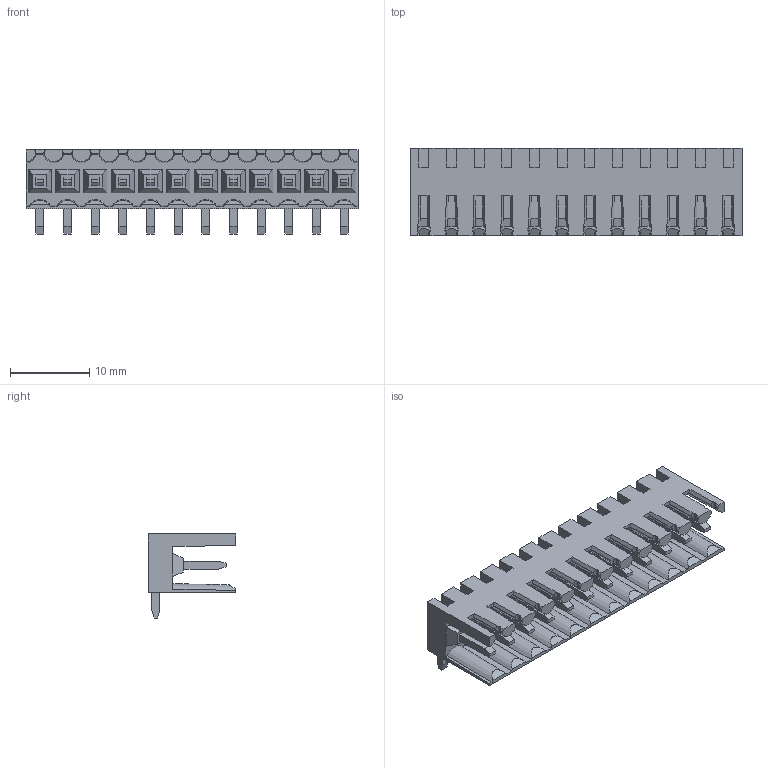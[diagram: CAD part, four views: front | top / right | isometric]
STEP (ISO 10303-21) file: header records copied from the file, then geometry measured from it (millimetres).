
FILE_DESCRIPTION(('CATIA V5 STEP Exchange','CAx-IF Rec.Pracs.--- Model Styling and Organization---1.2---2011-12-15'),'2;1');
FILE_NAME ('D1453055_0_1597310000_1597310000.stp','2018-10-10T05:23:02+00:00',('none'),('Weidmueller'),'CATIA Version 5-6 Release 2014','CATIA V5 STEP AP214','none');
FILE_SCHEMA(('AUTOMOTIVE_DESIGN { 1 0 10303 214 1 1 1 1 }'));
Length unit declared in the file: millimetre
Products named in the file (1): 1597310000
Bounding box: 42 x 11.05 x 10.65 mm (x, y, z)
Volume: 1517.4 mm3; surface area: 3635.9 mm2
Topology: 13 solids, 13 shells, 742 faces, 2189 edges, 1473 vertices
Faces by surface type: plane 610, cylinder 96, cone 36
Entity records: 22930 total; most frequent: CARTESIAN_POINT 5189, ORIENTED_EDGE 4378, DIRECTION 2583, EDGE_CURVE 2189, VECTOR 1535, LINE 1535, VERTEX_POINT 1473, EDGE_LOOP 766
